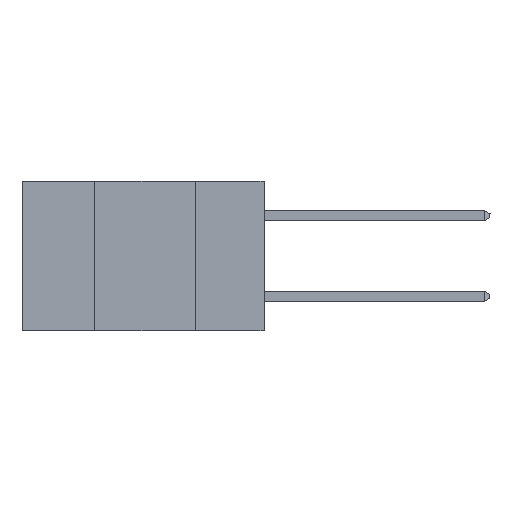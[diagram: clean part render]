
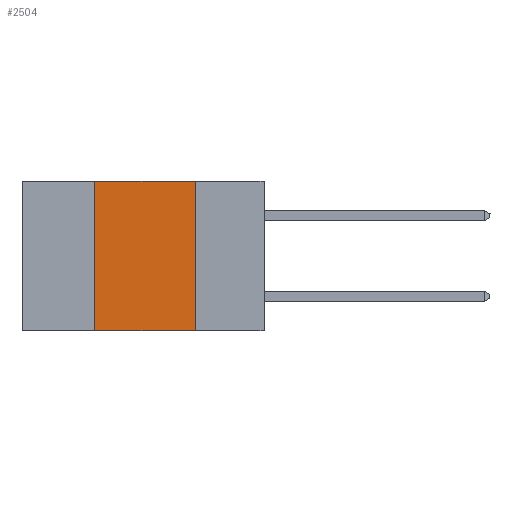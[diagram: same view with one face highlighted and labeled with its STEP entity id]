
A CAD part, left-side view. The second image highlights one B-rep face of the part: STEP entity #2504.
In plain terms, the highlighted planar face has unit normal (-1, 0, 0).
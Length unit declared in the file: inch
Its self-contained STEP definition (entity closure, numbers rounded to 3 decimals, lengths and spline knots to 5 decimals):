
#1076 = FACE_OUTER_BOUND ( 'NONE', #4209, .T. ) ;
#1639 = ORIENTED_EDGE ( 'NONE', *, *, #8101, .F. ) ;
#1828 = DIRECTION ( 'NONE',  ( 0., -1., 0. ) ) ;
#2312 = CARTESIAN_POINT ( 'NONE',  ( 0., 0.42, -0.37 ) ) ;
#2504 = ADVANCED_FACE ( 'NONE', ( #1076 ), #24600, .F. ) ;
#2546 = CARTESIAN_POINT ( 'NONE',  ( 0., 0.6, 0. ) ) ;
#3245 = EDGE_CURVE ( 'NONE', #13119, #26518, #4097, .T. ) ;
#3532 = VECTOR ( 'NONE', #26464, 39.37008 ) ;
#4097 = LINE ( 'NONE', #16335, #4833 ) ;
#4209 = EDGE_LOOP ( 'NONE', ( #23643, #24334, #1639, #7075 ) ) ;
#4833 = VECTOR ( 'NONE', #1828, 39.37008 ) ;
#5944 = EDGE_CURVE ( 'NONE', #28677, #27488, #6220, .T. ) ;
#6220 = LINE ( 'NONE', #2546, #3532 ) ;
#6396 = CARTESIAN_POINT ( 'NONE',  ( 0., 0.17, 0. ) ) ;
#7075 = ORIENTED_EDGE ( 'NONE', *, *, #3245, .T. ) ;
#8101 = EDGE_CURVE ( 'NONE', #13119, #28677, #25837, .T. ) ;
#10472 = DIRECTION ( 'NONE',  ( 0., 0., 1. ) ) ;
#11365 = VECTOR ( 'NONE', #10472, 39.37008 ) ;
#12232 = DIRECTION ( 'NONE',  ( 1., 0., 0. ) ) ;
#13119 = VERTEX_POINT ( 'NONE', #2312 ) ;
#14577 = DIRECTION ( 'NONE',  ( 0., 0., -1. ) ) ;
#15331 = EDGE_CURVE ( 'NONE', #27488, #26518, #26743, .T. ) ;
#16335 = CARTESIAN_POINT ( 'NONE',  ( 0., 0.6, -0.37 ) ) ;
#20273 = VECTOR ( 'NONE', #24197, 39.37008 ) ;
#20469 = CARTESIAN_POINT ( 'NONE',  ( 0., 0.42, 0. ) ) ;
#23643 = ORIENTED_EDGE ( 'NONE', *, *, #15331, .F. ) ;
#24197 = DIRECTION ( 'NONE',  ( 0., 0., -1. ) ) ;
#24334 = ORIENTED_EDGE ( 'NONE', *, *, #5944, .F. ) ;
#24600 = PLANE ( 'NONE',  #29378 ) ;
#25837 = LINE ( 'NONE', #20469, #11365 ) ;
#25890 = CARTESIAN_POINT ( 'NONE',  ( 0., 0.42, 0. ) ) ;
#26464 = DIRECTION ( 'NONE',  ( 0., -1., 0. ) ) ;
#26518 = VERTEX_POINT ( 'NONE', #31379 ) ;
#26741 = CARTESIAN_POINT ( 'NONE',  ( 0., 0.17, 0. ) ) ;
#26743 = LINE ( 'NONE', #26741, #20273 ) ;
#26811 = CARTESIAN_POINT ( 'NONE',  ( 0., 0.6, 0. ) ) ;
#27488 = VERTEX_POINT ( 'NONE', #6396 ) ;
#28677 = VERTEX_POINT ( 'NONE', #25890 ) ;
#29378 = AXIS2_PLACEMENT_3D ( 'NONE', #26811, #12232, #14577 ) ;
#31379 = CARTESIAN_POINT ( 'NONE',  ( 0., 0.17, -0.37 ) ) ;
